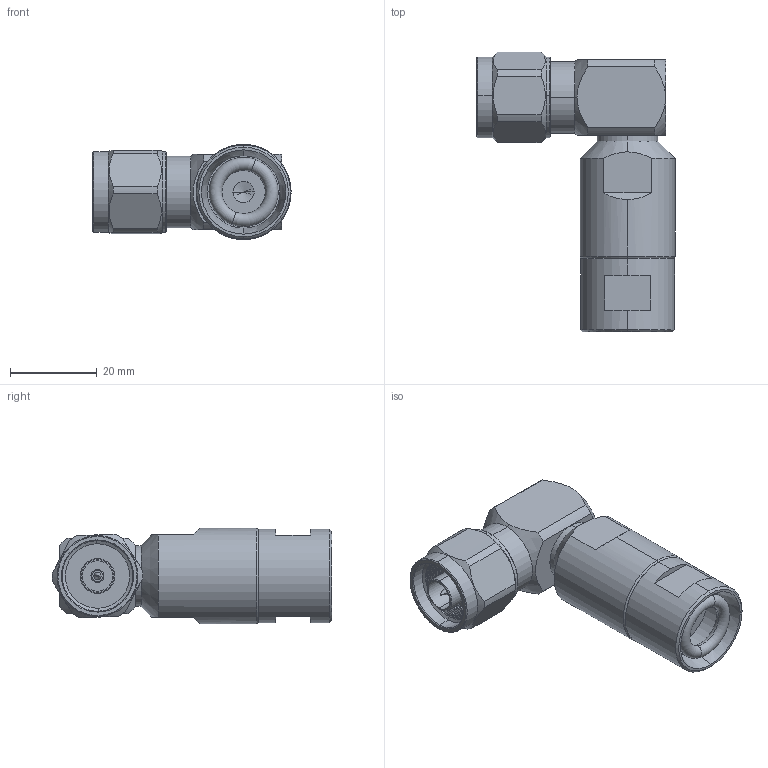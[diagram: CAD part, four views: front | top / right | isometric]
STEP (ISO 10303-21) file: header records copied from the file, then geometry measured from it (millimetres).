
FILE_DESCRIPTION (( 'STEP AP203' ), '1' );
FILE_NAME ('3190-6857.STEP', '2020-12-17T02:08:39', ( '' ), ( '' ), 'SwSTEP 2.0', 'SolidWorks 2018', '' );
FILE_SCHEMA (( 'CONFIG_CONTROL_DESIGN' ));
Length unit declared in the file: inch
Products named in the file (1): 3190-6857
Bounding box: 45.85 x 64.7 x 22 mm (x, y, z)
Volume: 20917.7 mm3; surface area: 13078.8 mm2
Topology: 2 solids, 13 shells, 362 faces, 816 edges, 479 vertices
Faces by surface type: cone 156, cylinder 121, plane 63, torus 22
Entity records: 11299 total; most frequent: CARTESIAN_POINT 3023, DIRECTION 1850, ORIENTED_EDGE 1624, EDGE_CURVE 812, AXIS2_PLACEMENT_3D 764, VERTEX_POINT 479, CIRCLE 401, EDGE_LOOP 393
